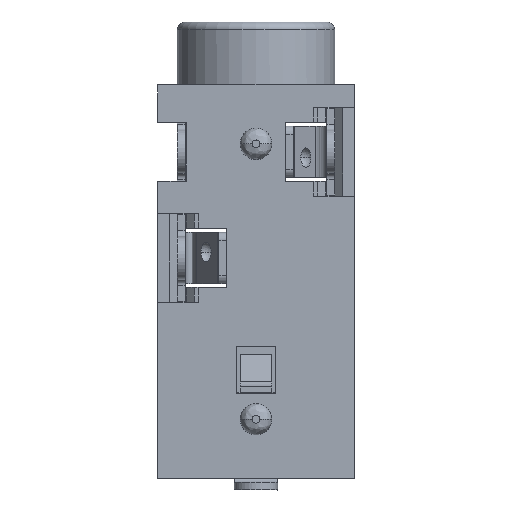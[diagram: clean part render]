
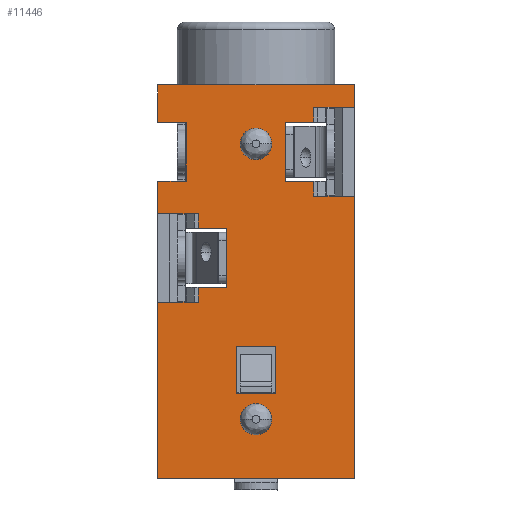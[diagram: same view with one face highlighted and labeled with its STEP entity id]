
A CAD part, front view. The second image highlights one B-rep face of the part: STEP entity #11446.
In plain terms, the highlighted planar face has unit normal (0, -1, 0).
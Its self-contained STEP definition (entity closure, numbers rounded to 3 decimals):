
#679=DIRECTION('',(-1.,0.,0.));
#680=VECTOR('',#679,0.73);
#681=CARTESIAN_POINT('',(-1.77,0.,-2.45));
#682=LINE('',#681,#680);
#1243=DIRECTION('',(0.,0.,-1.));
#1244=VECTOR('',#1243,1.5);
#1245=CARTESIAN_POINT('',(-1.77,0.,-0.95));
#1246=LINE('',#1245,#1244);
#1358=DIRECTION('',(1.,0.,0.));
#1359=VECTOR('',#1358,0.73);
#1360=CARTESIAN_POINT('',(-2.5,0.,-0.95));
#1361=LINE('',#1360,#1359);
#2746=DIRECTION('',(0.,0.,1.));
#2747=VECTOR('',#2746,1.5);
#2748=CARTESIAN_POINT('',(0.75,0.,-2.45));
#2749=LINE('',#2748,#2747);
#2788=DIRECTION('',(-1.,0.,0.));
#2789=VECTOR('',#2788,0.72);
#2790=CARTESIAN_POINT('',(1.47,0.,-2.45));
#2791=LINE('',#2790,#2789);
#3473=DIRECTION('',(1.,0.,0.));
#3474=VECTOR('',#3473,0.72);
#3475=CARTESIAN_POINT('',(0.75,0.,-0.95));
#3476=LINE('',#3475,#3474);
#3489=DIRECTION('',(-1.,0.,0.));
#3490=VECTOR('',#3489,1.03);
#3491=CARTESIAN_POINT('',(2.5,0.,-0.57));
#3492=LINE('',#3491,#3490);
#3493=DIRECTION('',(1.,0.,0.));
#3494=VECTOR('',#3493,1.03);
#3495=CARTESIAN_POINT('',(1.47,0.,-2.83));
#3496=LINE('',#3495,#3494);
#3497=DIRECTION('',(0.,0.,-1.));
#3498=VECTOR('',#3497,7.17);
#3499=CARTESIAN_POINT('',(2.5,0.,-2.83));
#3500=LINE('',#3499,#3498);
#3501=DIRECTION('',(-1.,0.,0.));
#3502=VECTOR('',#3501,5.);
#3503=CARTESIAN_POINT('',(2.5,0.,-10.));
#3504=LINE('',#3503,#3502);
#3505=DIRECTION('',(0.,0.,1.));
#3506=VECTOR('',#3505,4.47);
#3507=CARTESIAN_POINT('',(-2.5,0.,-10.));
#3508=LINE('',#3507,#3506);
#3509=DIRECTION('',(1.,0.,0.));
#3510=VECTOR('',#3509,1.03);
#3511=CARTESIAN_POINT('',(-2.5,0.,-5.53));
#3512=LINE('',#3511,#3510);
#3513=DIRECTION('',(-1.,0.,0.));
#3514=VECTOR('',#3513,1.03);
#3515=CARTESIAN_POINT('',(-1.47,0.,-3.27));
#3516=LINE('',#3515,#3514);
#3517=DIRECTION('',(0.,0.,1.));
#3518=VECTOR('',#3517,0.82);
#3519=CARTESIAN_POINT('',(-2.5,0.,-3.27));
#3520=LINE('',#3519,#3518);
#3521=DIRECTION('',(0.,0.,1.));
#3522=VECTOR('',#3521,0.95);
#3523=CARTESIAN_POINT('',(-2.5,0.,-0.95));
#3524=LINE('',#3523,#3522);
#3525=DIRECTION('',(1.,0.,0.));
#3526=VECTOR('',#3525,2.5);
#3527=CARTESIAN_POINT('',(-2.5,0.,0.));
#3528=LINE('',#3527,#3526);
#3529=DIRECTION('',(1.,0.,0.));
#3530=VECTOR('',#3529,2.5);
#3531=CARTESIAN_POINT('',(0.,0.,0.));
#3532=LINE('',#3531,#3530);
#3533=DIRECTION('',(0.,0.,-1.));
#3534=VECTOR('',#3533,0.57);
#3535=CARTESIAN_POINT('',(2.5,0.,0.));
#3536=LINE('',#3535,#3534);
#3537=CARTESIAN_POINT('',(0.,0.,-8.5));
#3538=DIRECTION('',(0.,-1.,0.));
#3539=DIRECTION('',(0.,0.,-1.));
#3540=AXIS2_PLACEMENT_3D('',#3537,#3538,#3539);
#3542=CARTESIAN_POINT('',(0.,0.,-8.5));
#3543=DIRECTION('',(0.,-1.,0.));
#3544=DIRECTION('',(0.,0.,1.));
#3545=AXIS2_PLACEMENT_3D('',#3542,#3543,#3544);
#3547=CARTESIAN_POINT('',(0.,0.,-1.5));
#3548=DIRECTION('',(0.,-1.,0.));
#3549=DIRECTION('',(0.,0.,-1.));
#3550=AXIS2_PLACEMENT_3D('',#3547,#3548,#3549);
#3552=CARTESIAN_POINT('',(0.,0.,-1.5));
#3553=DIRECTION('',(0.,-1.,0.));
#3554=DIRECTION('',(0.,0.,1.));
#3555=AXIS2_PLACEMENT_3D('',#3552,#3553,#3554);
#3561=DIRECTION('',(0.,0.,1.));
#3562=VECTOR('',#3561,0.38);
#3563=CARTESIAN_POINT('',(1.47,0.,-0.95));
#3564=LINE('',#3563,#3562);
#3581=DIRECTION('',(0.,0.,1.));
#3582=VECTOR('',#3581,0.38);
#3583=CARTESIAN_POINT('',(1.47,0.,-2.83));
#3584=LINE('',#3583,#3582);
#4373=DIRECTION('',(0.,0.,-1.));
#4374=VECTOR('',#4373,1.5);
#4375=CARTESIAN_POINT('',(-0.75,0.,-3.65));
#4376=LINE('',#4375,#4374);
#4415=DIRECTION('',(1.,0.,0.));
#4416=VECTOR('',#4415,0.72);
#4417=CARTESIAN_POINT('',(-1.47,0.,-3.65));
#4418=LINE('',#4417,#4416);
#4448=DIRECTION('',(0.,0.,-1.));
#4449=VECTOR('',#4448,0.38);
#4450=CARTESIAN_POINT('',(-1.47,0.,-3.27));
#4451=LINE('',#4450,#4449);
#4497=DIRECTION('',(-1.,0.,0.));
#4498=VECTOR('',#4497,0.72);
#4499=CARTESIAN_POINT('',(-0.75,0.,-5.15));
#4500=LINE('',#4499,#4498);
#4529=DIRECTION('',(0.,0.,-1.));
#4530=VECTOR('',#4529,0.38);
#4531=CARTESIAN_POINT('',(-1.47,0.,-5.15));
#4532=LINE('',#4531,#4530);
#4734=DIRECTION('',(0.,0.,-1.));
#4735=VECTOR('',#4734,1.2);
#4736=CARTESIAN_POINT('',(0.5,0.,-6.65));
#4737=LINE('',#4736,#4735);
#4750=DIRECTION('',(1.,0.,0.));
#4751=VECTOR('',#4750,1.);
#4752=CARTESIAN_POINT('',(-0.5,0.,-6.65));
#4753=LINE('',#4752,#4751);
#4770=DIRECTION('',(0.,0.,1.));
#4771=VECTOR('',#4770,1.2);
#4772=CARTESIAN_POINT('',(-0.5,0.,-7.85));
#4773=LINE('',#4772,#4771);
#4782=DIRECTION('',(-1.,0.,0.));
#4783=VECTOR('',#4782,1.);
#4784=CARTESIAN_POINT('',(0.5,0.,-7.85));
#4785=LINE('',#4784,#4783);
#5356=CARTESIAN_POINT('',(-2.5,0.,-10.));
#5357=VERTEX_POINT('',#5356);
#5358=CARTESIAN_POINT('',(2.5,0.,-10.));
#5359=VERTEX_POINT('',#5358);
#5426=CARTESIAN_POINT('',(-1.47,0.,-5.53));
#5427=VERTEX_POINT('',#5426);
#5428=CARTESIAN_POINT('',(-2.5,0.,-5.53));
#5429=VERTEX_POINT('',#5428);
#5472=CARTESIAN_POINT('',(-2.5,0.,-3.27));
#5473=VERTEX_POINT('',#5472);
#5474=CARTESIAN_POINT('',(-1.47,0.,-3.27));
#5475=VERTEX_POINT('',#5474);
#5484=CARTESIAN_POINT('',(-2.5,0.,-2.45));
#5485=VERTEX_POINT('',#5484);
#5486=CARTESIAN_POINT('',(2.5,0.,-0.57));
#5487=CARTESIAN_POINT('',(1.47,0.,-0.57));
#5488=VERTEX_POINT('',#5486);
#5489=VERTEX_POINT('',#5487);
#5490=CARTESIAN_POINT('',(1.47,0.,-0.95));
#5491=VERTEX_POINT('',#5490);
#5492=CARTESIAN_POINT('',(0.75,0.,-0.95));
#5493=VERTEX_POINT('',#5492);
#5494=CARTESIAN_POINT('',(0.75,0.,-2.45));
#5495=VERTEX_POINT('',#5494);
#5496=CARTESIAN_POINT('',(1.47,0.,-2.45));
#5497=VERTEX_POINT('',#5496);
#5498=CARTESIAN_POINT('',(1.47,0.,-2.83));
#5499=VERTEX_POINT('',#5498);
#5500=CARTESIAN_POINT('',(2.5,0.,-2.83));
#5501=VERTEX_POINT('',#5500);
#5502=CARTESIAN_POINT('',(-1.47,0.,-5.15));
#5503=VERTEX_POINT('',#5502);
#5504=CARTESIAN_POINT('',(-0.75,0.,-5.15));
#5505=VERTEX_POINT('',#5504);
#5506=CARTESIAN_POINT('',(-0.75,0.,-3.65));
#5507=VERTEX_POINT('',#5506);
#5508=CARTESIAN_POINT('',(-1.47,0.,-3.65));
#5509=VERTEX_POINT('',#5508);
#5510=CARTESIAN_POINT('',(-1.77,0.,-2.45));
#5511=VERTEX_POINT('',#5510);
#5512=CARTESIAN_POINT('',(-1.77,0.,-0.95));
#5513=VERTEX_POINT('',#5512);
#5514=CARTESIAN_POINT('',(-2.5,0.,-0.95));
#5515=VERTEX_POINT('',#5514);
#5516=CARTESIAN_POINT('',(-2.5,0.,0.));
#5517=VERTEX_POINT('',#5516);
#5518=CARTESIAN_POINT('',(0.,0.,0.));
#5519=VERTEX_POINT('',#5518);
#5520=CARTESIAN_POINT('',(2.5,0.,0.));
#5521=VERTEX_POINT('',#5520);
#5522=CARTESIAN_POINT('',(0.5,0.,-6.65));
#5523=CARTESIAN_POINT('',(0.5,0.,-7.85));
#5524=VERTEX_POINT('',#5522);
#5525=VERTEX_POINT('',#5523);
#5526=CARTESIAN_POINT('',(-0.5,0.,-6.65));
#5527=VERTEX_POINT('',#5526);
#5528=CARTESIAN_POINT('',(-0.5,0.,-7.85));
#5529=VERTEX_POINT('',#5528);
#5530=CARTESIAN_POINT('',(0.,0.,-8.9));
#5531=CARTESIAN_POINT('',(0.,0.,-8.1));
#5532=VERTEX_POINT('',#5530);
#5533=VERTEX_POINT('',#5531);
#5534=CARTESIAN_POINT('',(0.,0.,-1.9));
#5535=CARTESIAN_POINT('',(0.,0.,-1.1));
#5536=VERTEX_POINT('',#5534);
#5537=VERTEX_POINT('',#5535);
#11378=CARTESIAN_POINT('',(0.,0.,-5.));
#11379=DIRECTION('',(0.,1.,0.));
#11380=DIRECTION('',(1.,0.,0.));
#11381=AXIS2_PLACEMENT_3D('',#11378,#11379,#11380);
#11382=PLANE('',#11381);
#11383=ORIENTED_EDGE('',*,*,#11252,.T.);
#11385=ORIENTED_EDGE('',*,*,#11384,.F.);
#11386=ORIENTED_EDGE('',*,*,#11357,.F.);
#11387=ORIENTED_EDGE('',*,*,#10570,.F.);
#11388=ORIENTED_EDGE('',*,*,#10602,.F.);
#11390=ORIENTED_EDGE('',*,*,#11389,.F.);
#11391=ORIENTED_EDGE('',*,*,#10646,.T.);
#11393=ORIENTED_EDGE('',*,*,#11392,.T.);
#11394=ORIENTED_EDGE('',*,*,#7659,.T.);
#11396=ORIENTED_EDGE('',*,*,#11395,.T.);
#11398=ORIENTED_EDGE('',*,*,#11397,.T.);
#11400=ORIENTED_EDGE('',*,*,#11399,.F.);
#11402=ORIENTED_EDGE('',*,*,#11401,.F.);
#11404=ORIENTED_EDGE('',*,*,#11403,.F.);
#11406=ORIENTED_EDGE('',*,*,#11405,.F.);
#11408=ORIENTED_EDGE('',*,*,#11407,.F.);
#11410=ORIENTED_EDGE('',*,*,#11409,.T.);
#11412=ORIENTED_EDGE('',*,*,#11411,.T.);
#11413=ORIENTED_EDGE('',*,*,#7769,.F.);
#11414=ORIENTED_EDGE('',*,*,#8450,.F.);
#11415=ORIENTED_EDGE('',*,*,#8579,.F.);
#11416=ORIENTED_EDGE('',*,*,#8595,.T.);
#11417=ORIENTED_EDGE('',*,*,#8611,.T.);
#11419=ORIENTED_EDGE('',*,*,#11418,.T.);
#11421=ORIENTED_EDGE('',*,*,#11420,.T.);
#11422=EDGE_LOOP('',(#11383,#11385,#11386,#11387,#11388,#11390,#11391,#11393,
#11394,#11396,#11398,#11400,#11402,#11404,#11406,#11408,#11410,#11412,#11413,
#11414,#11415,#11416,#11417,#11419,#11421));
#11423=FACE_OUTER_BOUND('',#11422,.F.);
#11425=ORIENTED_EDGE('',*,*,#11424,.F.);
#11427=ORIENTED_EDGE('',*,*,#11426,.F.);
#11429=ORIENTED_EDGE('',*,*,#11428,.F.);
#11431=ORIENTED_EDGE('',*,*,#11430,.F.);
#11432=EDGE_LOOP('',(#11425,#11427,#11429,#11431));
#11433=FACE_BOUND('',#11432,.F.);
#11435=ORIENTED_EDGE('',*,*,#11434,.T.);
#11437=ORIENTED_EDGE('',*,*,#11436,.T.);
#11438=EDGE_LOOP('',(#11435,#11437));
#11439=FACE_BOUND('',#11438,.F.);
#11441=ORIENTED_EDGE('',*,*,#11440,.T.);
#11443=ORIENTED_EDGE('',*,*,#11442,.T.);
#11444=EDGE_LOOP('',(#11441,#11443));
#11445=FACE_BOUND('',#11444,.F.);
#3541=CIRCLE('',#3540,0.4);
#3546=CIRCLE('',#3545,0.4);
#3551=CIRCLE('',#3550,0.4);
#3556=CIRCLE('',#3555,0.4);
#7659=EDGE_CURVE('',#5359,#5357,#3504,.T.);
#7769=EDGE_CURVE('',#5511,#5485,#682,.T.);
#8450=EDGE_CURVE('',#5513,#5511,#1246,.T.);
#8579=EDGE_CURVE('',#5515,#5513,#1361,.T.);
#8595=EDGE_CURVE('',#5515,#5517,#3524,.T.);
#8611=EDGE_CURVE('',#5517,#5519,#3528,.T.);
#10570=EDGE_CURVE('',#5495,#5493,#2749,.T.);
#10602=EDGE_CURVE('',#5497,#5495,#2791,.T.);
#10646=EDGE_CURVE('',#5499,#5501,#3496,.T.);
#11252=EDGE_CURVE('',#5488,#5489,#3492,.T.);
#11357=EDGE_CURVE('',#5493,#5491,#3476,.T.);
#11384=EDGE_CURVE('',#5491,#5489,#3564,.T.);
#11389=EDGE_CURVE('',#5499,#5497,#3584,.T.);
#11392=EDGE_CURVE('',#5501,#5359,#3500,.T.);
#11395=EDGE_CURVE('',#5357,#5429,#3508,.T.);
#11397=EDGE_CURVE('',#5429,#5427,#3512,.T.);
#11399=EDGE_CURVE('',#5503,#5427,#4532,.T.);
#11401=EDGE_CURVE('',#5505,#5503,#4500,.T.);
#11403=EDGE_CURVE('',#5507,#5505,#4376,.T.);
#11405=EDGE_CURVE('',#5509,#5507,#4418,.T.);
#11407=EDGE_CURVE('',#5475,#5509,#4451,.T.);
#11409=EDGE_CURVE('',#5475,#5473,#3516,.T.);
#11411=EDGE_CURVE('',#5473,#5485,#3520,.T.);
#11418=EDGE_CURVE('',#5519,#5521,#3532,.T.);
#11420=EDGE_CURVE('',#5521,#5488,#3536,.T.);
#11424=EDGE_CURVE('',#5524,#5525,#4737,.T.);
#11426=EDGE_CURVE('',#5527,#5524,#4753,.T.);
#11428=EDGE_CURVE('',#5529,#5527,#4773,.T.);
#11430=EDGE_CURVE('',#5525,#5529,#4785,.T.);
#11434=EDGE_CURVE('',#5532,#5533,#3541,.T.);
#11436=EDGE_CURVE('',#5533,#5532,#3546,.T.);
#11440=EDGE_CURVE('',#5536,#5537,#3551,.T.);
#11442=EDGE_CURVE('',#5537,#5536,#3556,.T.);
#11446=ADVANCED_FACE('',(#11423,#11433,#11439,#11445),#11382,.F.);
